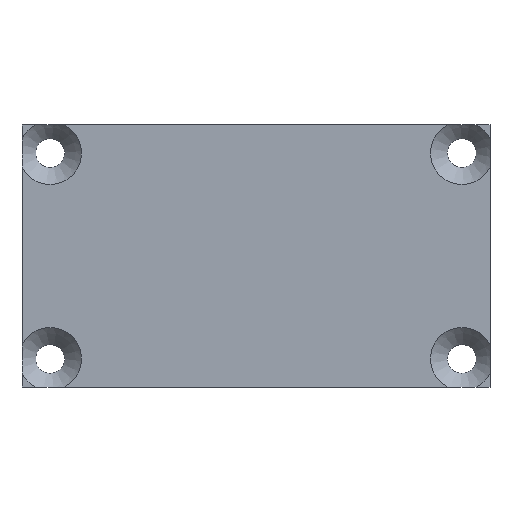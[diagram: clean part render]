
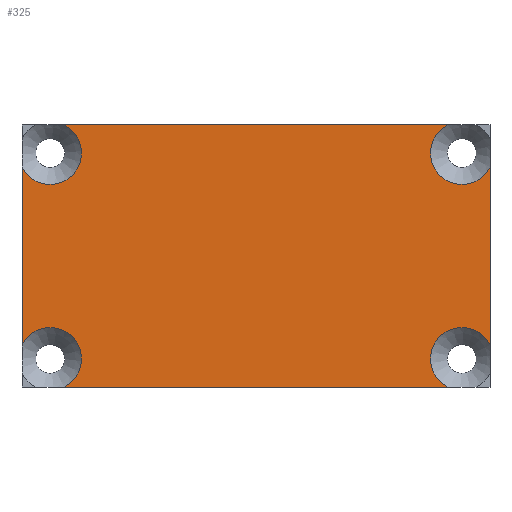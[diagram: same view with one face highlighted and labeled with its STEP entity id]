
A CAD part, top view. The second image highlights one B-rep face of the part: STEP entity #325.
In plain terms, the highlighted planar face has unit normal (0, 0, 1).
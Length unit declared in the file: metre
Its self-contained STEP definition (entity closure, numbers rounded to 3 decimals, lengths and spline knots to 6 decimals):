
#23=CIRCLE('',#360,0.00336);
#24=CIRCLE('',#361,0.00336);
#25=CIRCLE('',#362,0.00336);
#26=CIRCLE('',#363,0.00336);
#85=ORIENTED_EDGE('',*,*,#156,.F.);
#86=ORIENTED_EDGE('',*,*,#163,.T.);
#87=ORIENTED_EDGE('',*,*,#132,.F.);
#88=ORIENTED_EDGE('',*,*,#164,.T.);
#89=ORIENTED_EDGE('',*,*,#146,.T.);
#90=ORIENTED_EDGE('',*,*,#165,.T.);
#91=ORIENTED_EDGE('',*,*,#153,.T.);
#92=ORIENTED_EDGE('',*,*,#166,.T.);
#132=EDGE_CURVE('',#176,#177,#208,.T.);
#146=EDGE_CURVE('',#185,#189,#218,.T.);
#153=EDGE_CURVE('',#191,#195,#223,.T.);
#156=EDGE_CURVE('',#197,#198,#225,.T.);
#163=EDGE_CURVE('',#197,#177,#23,.T.);
#164=EDGE_CURVE('',#176,#185,#24,.T.);
#165=EDGE_CURVE('',#189,#191,#25,.T.);
#166=EDGE_CURVE('',#195,#198,#26,.T.);
#176=VERTEX_POINT('',#476);
#177=VERTEX_POINT('',#477);
#185=VERTEX_POINT('',#506);
#189=VERTEX_POINT('',#519);
#191=VERTEX_POINT('',#528);
#195=VERTEX_POINT('',#541);
#197=VERTEX_POINT('',#551);
#198=VERTEX_POINT('',#553);
#208=LINE('',#475,#228);
#218=LINE('',#520,#238);
#223=LINE('',#542,#243);
#225=LINE('',#552,#245);
#228=VECTOR('',#387,1.);
#238=VECTOR('',#399,1.);
#243=VECTOR('',#406,1.);
#245=VECTOR('',#410,1.);
#255=EDGE_LOOP('',(#85,#86,#87,#88,#89,#90,#91,#92));
#285=FACE_BOUND('',#255,.T.);
#315=PLANE('',#359);
#325=ADVANCED_FACE('',(#285),#315,.T.);
#359=AXIS2_PLACEMENT_3D('',#568,#425,#426);
#360=AXIS2_PLACEMENT_3D('',#569,#427,#428);
#361=AXIS2_PLACEMENT_3D('',#570,#429,#430);
#362=AXIS2_PLACEMENT_3D('',#571,#431,#432);
#363=AXIS2_PLACEMENT_3D('',#572,#433,#434);
#387=DIRECTION('',(0.,-1.,0.));
#399=DIRECTION('',(-1.,0.,0.));
#406=DIRECTION('',(0.,-1.,0.));
#410=DIRECTION('',(-1.,0.,0.));
#425=DIRECTION('',(0.,0.,1.));
#426=DIRECTION('',(1.,0.,0.));
#427=DIRECTION('',(0.,0.,-1.));
#428=DIRECTION('',(-1.,0.,0.));
#429=DIRECTION('',(0.,0.,-1.));
#430=DIRECTION('',(-1.,0.,0.));
#431=DIRECTION('',(0.,0.,-1.));
#432=DIRECTION('',(-1.,0.,0.));
#433=DIRECTION('',(0.,0.,-1.));
#434=DIRECTION('',(-1.,0.,0.));
#475=CARTESIAN_POINT('',(0.025,-0.0395,0.034));
#476=CARTESIAN_POINT('',(0.025,-0.030513,0.034));
#477=CARTESIAN_POINT('',(0.025,-0.049487,0.034));
#506=CARTESIAN_POINT('',(0.020487,-0.026,0.034));
#519=CARTESIAN_POINT('',(-0.020487,-0.026,0.034));
#520=CARTESIAN_POINT('',(0.,-0.026,0.034));
#528=CARTESIAN_POINT('',(-0.025,-0.030513,0.034));
#541=CARTESIAN_POINT('',(-0.025,-0.049487,0.034));
#542=CARTESIAN_POINT('',(-0.025,-0.0395,0.034));
#551=CARTESIAN_POINT('',(0.020487,-0.054,0.034));
#552=CARTESIAN_POINT('',(0.,-0.054,0.034));
#553=CARTESIAN_POINT('',(-0.020487,-0.054,0.034));
#568=CARTESIAN_POINT('',(0.,-0.04,0.034));
#569=CARTESIAN_POINT('',(0.022,-0.051,0.034));
#570=CARTESIAN_POINT('',(0.022,-0.029,0.034));
#571=CARTESIAN_POINT('',(-0.022,-0.029,0.034));
#572=CARTESIAN_POINT('',(-0.022,-0.051,0.034));
